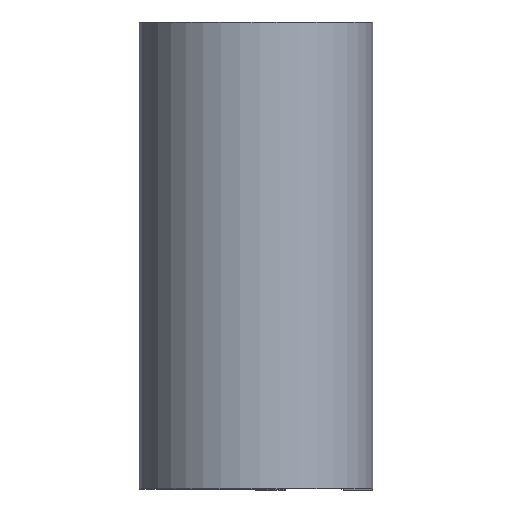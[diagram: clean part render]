
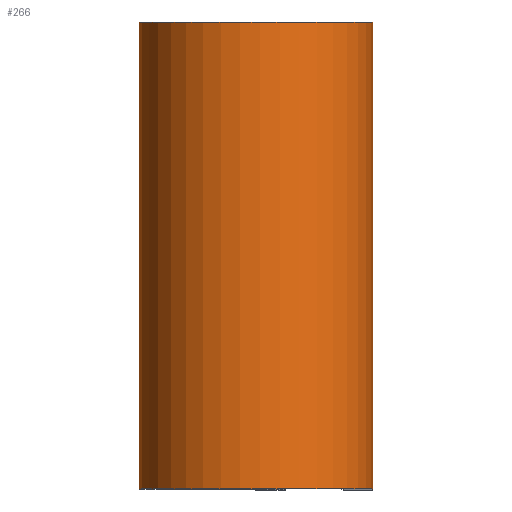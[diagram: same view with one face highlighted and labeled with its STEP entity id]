
A CAD part, top view. The second image highlights one B-rep face of the part: STEP entity #266.
In plain terms, the highlighted cylindrical face has radius 3.188 mm (diameter 6.375 mm), a partial arc.
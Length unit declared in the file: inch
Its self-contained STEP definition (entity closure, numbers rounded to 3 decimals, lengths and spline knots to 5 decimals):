
#15 = DIRECTION ( 'NONE',  ( 1., 0., 0. ) ) ;
#16 = FACE_OUTER_BOUND ( 'NONE', #381, .T. ) ;
#42 = VERTEX_POINT ( 'NONE', #181 ) ;
#59 = CIRCLE ( 'NONE', #82, 0.1255 ) ;
#82 = AXIS2_PLACEMENT_3D ( 'NONE', #142, #404, #15 ) ;
#105 = DIRECTION ( 'NONE',  ( 0., 1., 0. ) ) ;
#120 = EDGE_CURVE ( 'NONE', #160, #500, #365, .T. ) ;
#139 = EDGE_CURVE ( 'NONE', #520, #42, #407, .T. ) ;
#142 = CARTESIAN_POINT ( 'NONE',  ( 0., 0.25, 0. ) ) ;
#146 = CARTESIAN_POINT ( 'NONE',  ( 0., 0.25, 0. ) ) ;
#160 = VERTEX_POINT ( 'NONE', #324 ) ;
#181 = CARTESIAN_POINT ( 'NONE',  ( -0.01463, -0.25, -0.12464 ) ) ;
#189 = CYLINDRICAL_SURFACE ( 'NONE', #222, 0.1255 ) ;
#207 = EDGE_CURVE ( 'NONE', #42, #500, #509, .T. ) ;
#217 = CARTESIAN_POINT ( 'NONE',  ( 0.1255, -0.25, 0. ) ) ;
#222 = AXIS2_PLACEMENT_3D ( 'NONE', #146, #448, #231 ) ;
#231 = DIRECTION ( 'NONE',  ( 0., 0., -1. ) ) ;
#266 = ADVANCED_FACE ( 'NONE', ( #16 ), #189, .T. ) ;
#281 = DIRECTION ( 'NONE',  ( 0., -1., 0. ) ) ;
#324 = CARTESIAN_POINT ( 'NONE',  ( 0.1255, 0.25, 0. ) ) ;
#327 = CARTESIAN_POINT ( 'NONE',  ( 0., -0.25, 0. ) ) ;
#334 = ORIENTED_EDGE ( 'NONE', *, *, #566, .F. ) ;
#353 = ORIENTED_EDGE ( 'NONE', *, *, #207, .T. ) ;
#365 = LINE ( 'NONE', #499, #486 ) ;
#371 = DIRECTION ( 'NONE',  ( 0., -1., 0. ) ) ;
#381 = EDGE_LOOP ( 'NONE', ( #353, #568, #334, #409 ) ) ;
#404 = DIRECTION ( 'NONE',  ( 0., 1., 0. ) ) ;
#407 = LINE ( 'NONE', #454, #528 ) ;
#409 = ORIENTED_EDGE ( 'NONE', *, *, #139, .T. ) ;
#433 = CARTESIAN_POINT ( 'NONE',  ( -0.01463, 0.25, -0.12464 ) ) ;
#448 = DIRECTION ( 'NONE',  ( 0., -1., 0. ) ) ;
#454 = CARTESIAN_POINT ( 'NONE',  ( -0.01463, 0.25, -0.12464 ) ) ;
#458 = AXIS2_PLACEMENT_3D ( 'NONE', #327, #105, #501 ) ;
#486 = VECTOR ( 'NONE', #281, 39.37008 ) ;
#499 = CARTESIAN_POINT ( 'NONE',  ( 0.1255, 0.25, 0. ) ) ;
#500 = VERTEX_POINT ( 'NONE', #217 ) ;
#501 = DIRECTION ( 'NONE',  ( 1., 0., 0. ) ) ;
#509 = CIRCLE ( 'NONE', #458, 0.1255 ) ;
#520 = VERTEX_POINT ( 'NONE', #433 ) ;
#528 = VECTOR ( 'NONE', #371, 39.37008 ) ;
#566 = EDGE_CURVE ( 'NONE', #520, #160, #59, .T. ) ;
#568 = ORIENTED_EDGE ( 'NONE', *, *, #120, .F. ) ;
